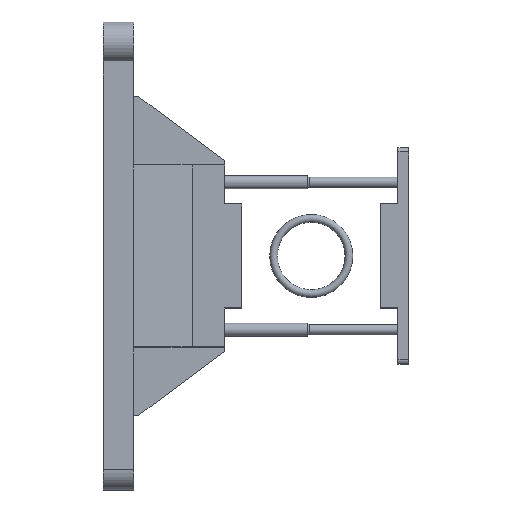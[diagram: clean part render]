
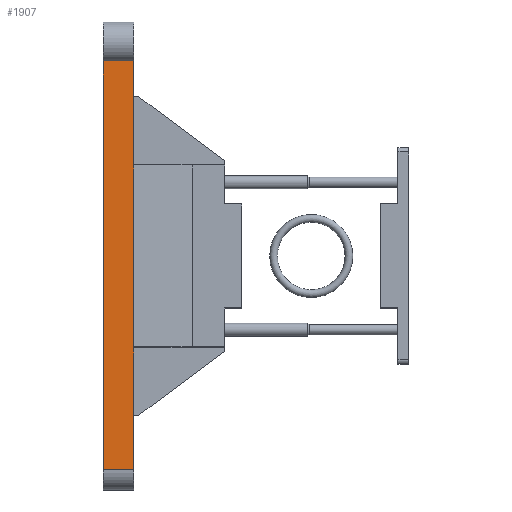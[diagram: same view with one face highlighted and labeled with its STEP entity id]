
A CAD part, top view. The second image highlights one B-rep face of the part: STEP entity #1907.
In plain terms, the highlighted planar face has unit normal (0, 0, 1).
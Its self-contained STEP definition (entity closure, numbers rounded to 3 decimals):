
#105=LINE('',#2944,#319);
#122=LINE('',#2999,#336);
#128=LINE('',#3016,#342);
#156=LINE('',#3077,#370);
#157=LINE('',#3079,#371);
#158=LINE('',#3080,#372);
#319=VECTOR('',#2411,1000.);
#336=VECTOR('',#2450,1000.);
#342=VECTOR('',#2462,1000.);
#370=VECTOR('',#2508,1000.);
#371=VECTOR('',#2511,1000.);
#372=VECTOR('',#2512,1000.);
#766=ORIENTED_EDGE('',*,*,#1105,.T.);
#767=ORIENTED_EDGE('',*,*,#1172,.F.);
#768=ORIENTED_EDGE('',*,*,#1140,.F.);
#769=ORIENTED_EDGE('',*,*,#1173,.T.);
#770=ORIENTED_EDGE('',*,*,#1132,.F.);
#771=ORIENTED_EDGE('',*,*,#1171,.T.);
#1105=EDGE_CURVE('',#1622,#1621,#105,.T.);
#1132=EDGE_CURVE('',#1648,#1639,#122,.T.);
#1140=EDGE_CURVE('',#1656,#1657,#128,.T.);
#1171=EDGE_CURVE('',#1648,#1622,#156,.T.);
#1172=EDGE_CURVE('',#1657,#1621,#157,.T.);
#1173=EDGE_CURVE('',#1656,#1639,#158,.T.);
#1374=EDGE_LOOP('',(#766,#767,#768,#769,#770,#771));
#1467=PLANE('',#2108);
#1621=VERTEX_POINT('',#2943);
#1622=VERTEX_POINT('',#2945);
#1639=VERTEX_POINT('',#2981);
#1648=VERTEX_POINT('',#2998);
#1656=VERTEX_POINT('',#3015);
#1657=VERTEX_POINT('',#3017);
#1795=FACE_BOUND('',#1374,.T.);
#1907=ADVANCED_FACE('',(#1795),#1467,.F.);
#2108=AXIS2_PLACEMENT_3D('',#3078,#2509,#2510);
#2411=DIRECTION('',(1.,0.,0.));
#2450=DIRECTION('',(1.,0.,0.));
#2462=DIRECTION('',(1.,0.,0.));
#2508=DIRECTION('',(0.,-1.,0.));
#2509=DIRECTION('',(0.,0.,-1.));
#2510=DIRECTION('',(-1.,0.,0.));
#2511=DIRECTION('',(0.,-1.,0.));
#2512=DIRECTION('',(-1.,0.,0.));
#2943=CARTESIAN_POINT('',(49.3,0.,4.7));
#2944=CARTESIAN_POINT('',(-45.001,0.,4.7));
#2945=CARTESIAN_POINT('',(-45.001,0.,4.7));
#2981=CARTESIAN_POINT('',(-21.,7.,4.7));
#2998=CARTESIAN_POINT('',(-45.001,7.,4.7));
#2999=CARTESIAN_POINT('',(-45.001,7.,4.7));
#3015=CARTESIAN_POINT('',(21.,7.,4.7));
#3016=CARTESIAN_POINT('',(-45.001,7.,4.7));
#3017=CARTESIAN_POINT('',(49.3,7.,4.7));
#3077=CARTESIAN_POINT('',(-45.001,7.,4.7));
#3078=CARTESIAN_POINT('',(-45.001,7.,4.7));
#3079=CARTESIAN_POINT('',(49.3,7.,4.7));
#3080=CARTESIAN_POINT('',(21.,7.,4.7));
